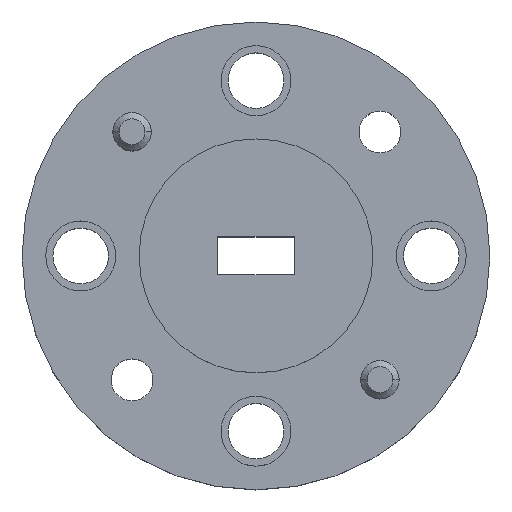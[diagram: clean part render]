
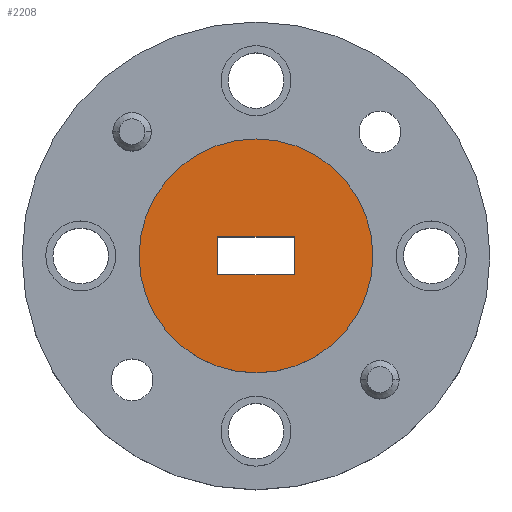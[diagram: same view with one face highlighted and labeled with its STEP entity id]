
A CAD part, top view. The second image highlights one B-rep face of the part: STEP entity #2208.
In plain terms, the highlighted planar face has unit normal (0, 0, 1).
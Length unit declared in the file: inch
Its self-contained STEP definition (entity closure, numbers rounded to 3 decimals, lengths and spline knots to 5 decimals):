
#19 = DIRECTION ( 'NONE',  ( 0., 0., 1. ) ) ;
#36 = EDGE_CURVE ( 'NONE', #2376, #746, #256, .T. ) ;
#240 = CARTESIAN_POINT ( 'NONE',  ( 0., 0., 0.037 ) ) ;
#256 = LINE ( 'NONE', #627, #1237 ) ;
#373 = DIRECTION ( 'NONE',  ( -1., 0., 0. ) ) ;
#381 = FACE_OUTER_BOUND ( 'NONE', #465, .T. ) ;
#383 = LINE ( 'NONE', #980, #1686 ) ;
#450 = DIRECTION ( 'NONE',  ( 0., 1., 0. ) ) ;
#465 = EDGE_LOOP ( 'NONE', ( #652, #1751 ) ) ;
#552 = VERTEX_POINT ( 'NONE', #1459 ) ;
#557 = VECTOR ( 'NONE', #950, 39.37008 ) ;
#600 = PLANE ( 'NONE',  #1457 ) ;
#604 = DIRECTION ( 'NONE',  ( 0., -1., 0. ) ) ;
#607 = VERTEX_POINT ( 'NONE', #727 ) ;
#627 = CARTESIAN_POINT ( 'NONE',  ( 0.061, -0.0305, 0.037 ) ) ;
#647 = CARTESIAN_POINT ( 'NONE',  ( -0.061, -0.0305, 0.037 ) ) ;
#652 = ORIENTED_EDGE ( 'NONE', *, *, #1610, .T. ) ;
#693 = EDGE_CURVE ( 'NONE', #607, #1973, #991, .T. ) ;
#727 = CARTESIAN_POINT ( 'NONE',  ( 0.1875, 0., 0.037 ) ) ;
#746 = VERTEX_POINT ( 'NONE', #2350 ) ;
#853 = VECTOR ( 'NONE', #373, 39.37008 ) ;
#894 = VERTEX_POINT ( 'NONE', #647 ) ;
#941 = CARTESIAN_POINT ( 'NONE',  ( -0.061, -0.0305, 0.037 ) ) ;
#950 = DIRECTION ( 'NONE',  ( 1., 0., 0. ) ) ;
#980 = CARTESIAN_POINT ( 'NONE',  ( -0.061, -0.0305, 0.037 ) ) ;
#991 = CIRCLE ( 'NONE', #2393, 0.1875 ) ;
#1015 = DIRECTION ( 'NONE',  ( 0., 0., 1. ) ) ;
#1027 = ORIENTED_EDGE ( 'NONE', *, *, #2219, .F. ) ;
#1059 = ORIENTED_EDGE ( 'NONE', *, *, #1765, .F. ) ;
#1122 = CIRCLE ( 'NONE', #1916, 0.1875 ) ;
#1123 = EDGE_CURVE ( 'NONE', #894, #2376, #2275, .T. ) ;
#1154 = LINE ( 'NONE', #1899, #853 ) ;
#1237 = VECTOR ( 'NONE', #450, 39.37008 ) ;
#1457 = AXIS2_PLACEMENT_3D ( 'NONE', #1542, #19, #2066 ) ;
#1459 = CARTESIAN_POINT ( 'NONE',  ( -0.061, 0.0305, 0.037 ) ) ;
#1542 = CARTESIAN_POINT ( 'NONE',  ( 0., 0., 0.037 ) ) ;
#1601 = DIRECTION ( 'NONE',  ( 1., 0., 0. ) ) ;
#1610 = EDGE_CURVE ( 'NONE', #1973, #607, #1122, .T. ) ;
#1686 = VECTOR ( 'NONE', #604, 39.37008 ) ;
#1751 = ORIENTED_EDGE ( 'NONE', *, *, #693, .T. ) ;
#1765 = EDGE_CURVE ( 'NONE', #552, #894, #383, .T. ) ;
#1794 = EDGE_LOOP ( 'NONE', ( #1889, #2344, #1059, #1027 ) ) ;
#1802 = CARTESIAN_POINT ( 'NONE',  ( -0.1875, 0., 0.037 ) ) ;
#1828 = DIRECTION ( 'NONE',  ( 0., 0., 1. ) ) ;
#1889 = ORIENTED_EDGE ( 'NONE', *, *, #36, .F. ) ;
#1899 = CARTESIAN_POINT ( 'NONE',  ( -0.061, 0.0305, 0.037 ) ) ;
#1916 = AXIS2_PLACEMENT_3D ( 'NONE', #2374, #1828, #1601 ) ;
#1923 = DIRECTION ( 'NONE',  ( 1., 0., 0. ) ) ;
#1973 = VERTEX_POINT ( 'NONE', #1802 ) ;
#2066 = DIRECTION ( 'NONE',  ( 1., 0., 0. ) ) ;
#2076 = FACE_BOUND ( 'NONE', #1794, .T. ) ;
#2208 = ADVANCED_FACE ( 'NONE', ( #2076, #381 ), #600, .T. ) ;
#2219 = EDGE_CURVE ( 'NONE', #746, #552, #1154, .T. ) ;
#2275 = LINE ( 'NONE', #941, #557 ) ;
#2344 = ORIENTED_EDGE ( 'NONE', *, *, #1123, .F. ) ;
#2350 = CARTESIAN_POINT ( 'NONE',  ( 0.061, 0.0305, 0.037 ) ) ;
#2353 = CARTESIAN_POINT ( 'NONE',  ( 0.061, -0.0305, 0.037 ) ) ;
#2374 = CARTESIAN_POINT ( 'NONE',  ( 0., 0., 0.037 ) ) ;
#2376 = VERTEX_POINT ( 'NONE', #2353 ) ;
#2393 = AXIS2_PLACEMENT_3D ( 'NONE', #240, #1015, #1923 ) ;
